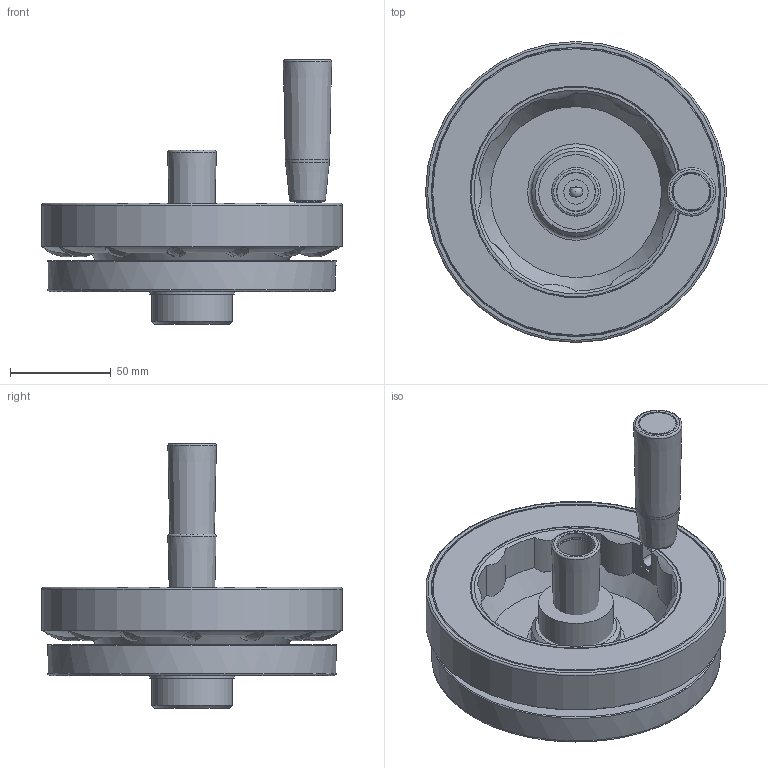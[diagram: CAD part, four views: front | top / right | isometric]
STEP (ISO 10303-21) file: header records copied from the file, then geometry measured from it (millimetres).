
FILE_DESCRIPTION( ( 'Unknown' ), '1' );
FILE_NAME( '6367015_PDA150-MRP.stp', 'Unknown', ( 'Unknown' ), ( 'Unknown' ), 'XStep 1.0', 'Unknown', ' ' );
FILE_SCHEMA( ( 'CONFIG_CONTROL_DESIGN' ) );
Length unit declared in the file: millimetre
Products named in the file (9): Assem1; 1839401; 8900187; 1831061; 1833024; 1833310; 1831160; Anello150; PDA150
Bounding box: 149.19 x 149.19 x 131.3 mm (x, y, z)
Volume: 500937.2 mm3; surface area: 270572.8 mm2
Topology: 16 solids, 16 shells, 998 faces, 2734 edges, 1790 vertices
Faces by surface type: plane 630, cylinder 176, cone 100, torus 62, bspline 28, sphere 2
Full cylindrical faces by diameter (mm): 3 x4, 3.5 x2, 4.2 x2, 5.096 x2, 5.5 x2, 6 x2, 6.4 x2, 6.52 x2, 7.708 x2, 8.2 x2, 9 x2, 9.75 x2, 10.78 x2, 11.12 x2, 11.4 x2, 13.025 x2, 15.421 x2, 19 x6, 36 x2, 37 x4, 40 x2, 42 x4, 43.9 x2, 46 x2, 143.1 x2, 143.598 x2, 149.185 x2
Entity records: 17453 total; most frequent: CARTESIAN_POINT 4770, ORIENTED_EDGE 2556, DIRECTION 2477, EDGE_CURVE 1278, VERTEX_POINT 874, AXIS2_PLACEMENT_3D 848, LINE 781, VECTOR 781
